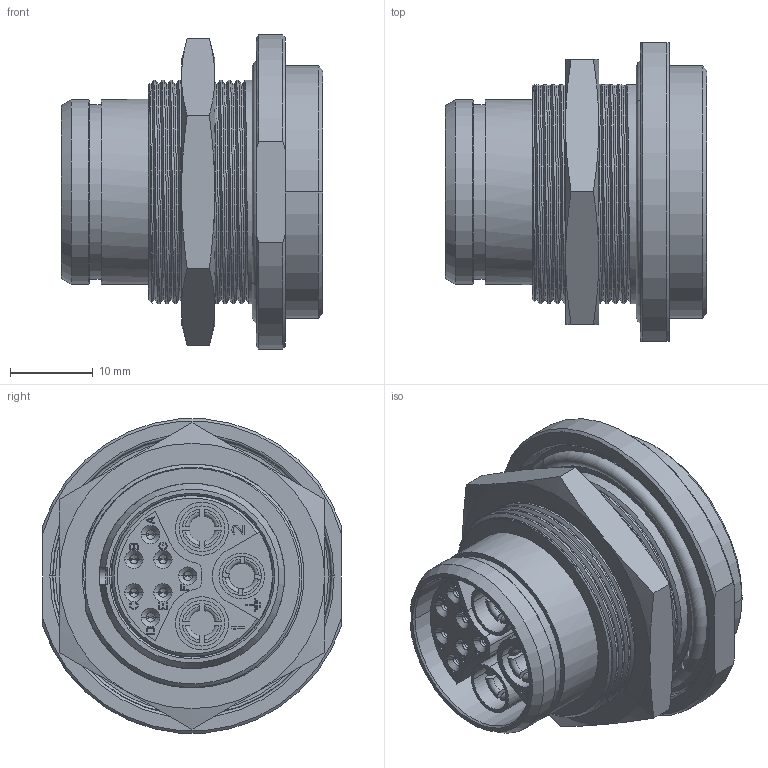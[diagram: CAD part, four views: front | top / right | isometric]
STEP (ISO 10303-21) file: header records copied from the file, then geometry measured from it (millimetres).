
FILE_DESCRIPTION((''),'2;1');
FILE_NAME('1331EVR410AFS','2024-08-22T15:39:26',('paultorloting'),('NET AG system integration'),'CREO PARAMETRIC BY PTC INC, 2021404','CREO PARAMETRIC BY PTC INC, 2021404','');
FILE_SCHEMA(('AUTOMOTIVE_DESIGN { 1 0 10303 214 1 1 1 1 }'));
Products named in the file (1): 1331EVR410AFS
Bounding box: 31.5 x 36 x 37.87 mm (x, y, z)
Volume: 13295.3 mm3; surface area: 13326 mm2
Topology: 1 solids, 2 shells, 1188 faces, 3162 edges, 2068 vertices
Faces by surface type: plane 749, cylinder 251, cone 75, torus 75, bspline 38
Entity records: 55947 total; most frequent: CARTESIAN_POINT 19085, ORIENTED_EDGE 6296, DIRECTION 5772, EDGE_CURVE 3148, VECTOR 2115, LINE 2115, VERTEX_POINT 2068, AXIS2_PLACEMENT_3D 1827
